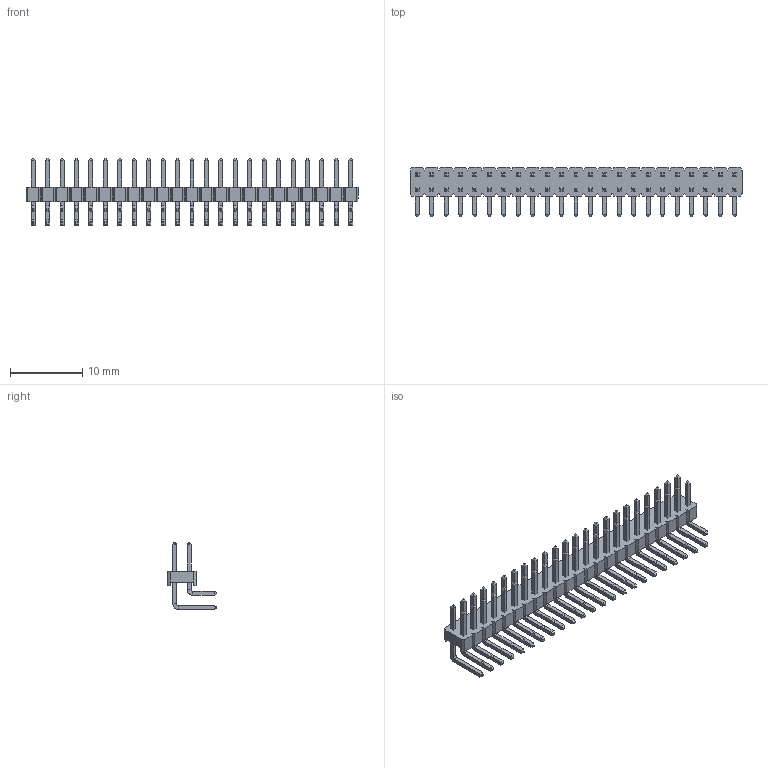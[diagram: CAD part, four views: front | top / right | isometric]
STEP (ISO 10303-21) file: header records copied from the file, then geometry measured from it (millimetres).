
FILE_DESCRIPTION (( 'STEP AP214' ), '1' );
FILE_NAME ('M22-2542005-23.STEP', '2019-12-07T13:54:14', ( 'Shelby' ), ( '' ), 'SwSTEP 2.0', 'SolidWorks 2018', '' );
FILE_SCHEMA (( 'AUTOMOTIVE_DESIGN' ));
Length unit declared in the file: millimetre
Products named in the file (6): pin_1_up; plastic; M22-2542005-23; pin_2_down
Assembly tree (47 placements, depth 2):
  M22-2542005-23
    pin_1_up
    plastic
    pin_2_down
    pin_2_down  x22
    pin_1_up  x22
Bounding box: 46 x 6.8 x 9.3 mm (x, y, z)
Volume: 455.6 mm3; surface area: 1905.6 mm2
Topology: 47 solids, 47 shells, 1303 faces, 2790 edges, 1584 vertices
Faces by surface type: plane 1205, cylinder 98
Entity records: 11414 total; most frequent: CARTESIAN_POINT 1947, ORIENTED_EDGE 1884, DIRECTION 1828, EDGE_CURVE 942, VECTOR 914, LINE 914, VERTEX_POINT 576, AXIS2_PLACEMENT_3D 457
